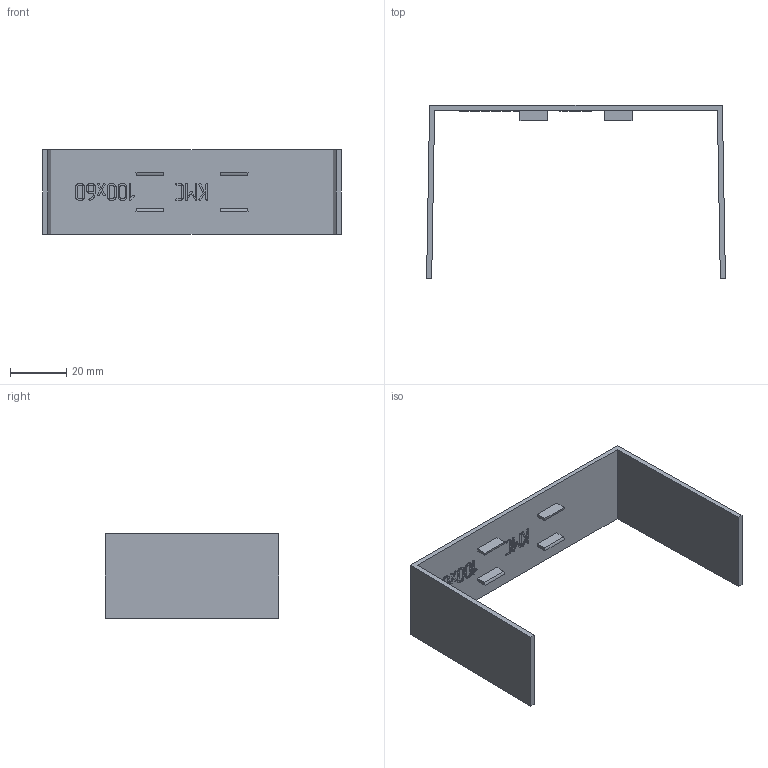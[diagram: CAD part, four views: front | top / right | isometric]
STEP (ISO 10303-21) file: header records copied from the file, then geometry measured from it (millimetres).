
FILE_DESCRIPTION (( 'STEP AP214' ), '1' );
FILE_NAME ('ÊÌÑ 100õ60 (2 î÷åðåäü)_èçì.1.STEP', '2016-06-22T13:30:12', ( '' ), ( '' ), 'SwSTEP 2.0', 'SolidWorks 2014', '' );
FILE_SCHEMA (( 'AUTOMOTIVE_DESIGN' ));
Length unit declared in the file: millimetre
Products named in the file (1): ÊÌÑ 100õ60 (2 î÷åðåäü)_èçì.1
Bounding box: 105.95 x 61.6 x 30 mm (x, y, z)
Volume: 12218.7 mm3; surface area: 14733.1 mm2
Topology: 1 solids, 1 shells, 250 faces, 678 edges, 452 vertices
Faces by surface type: plane 155, bspline 91, cylinder 4
Entity records: 10734 total; most frequent: CARTESIAN_POINT 5040, ORIENTED_EDGE 1356, DIRECTION 808, EDGE_CURVE 678, VECTOR 488, LINE 488, VERTEX_POINT 452, EDGE_LOOP 272
